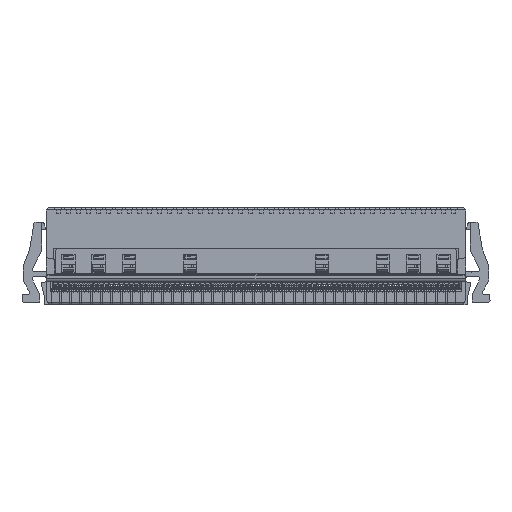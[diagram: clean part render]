
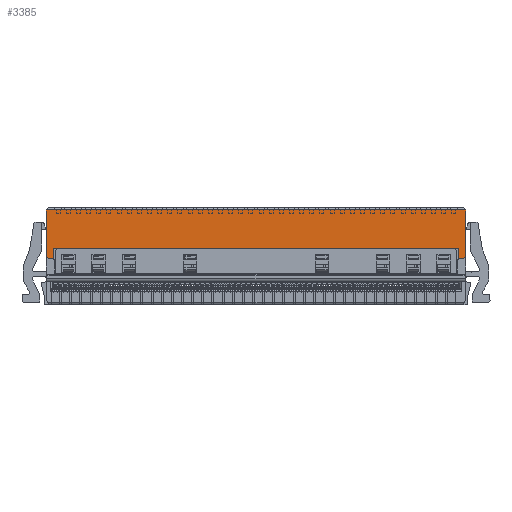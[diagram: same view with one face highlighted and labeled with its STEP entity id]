
A CAD part, front view. The second image highlights one B-rep face of the part: STEP entity #3385.
In plain terms, the highlighted planar face has unit normal (0, -1, 0).
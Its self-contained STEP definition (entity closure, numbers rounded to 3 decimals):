
#3333=AXIS2_PLACEMENT_3D('Plane Axis2P3D',#3330,#3331,#3332) ;
#154=CARTESIAN_POINT('Vertex',(-55.168,-134.925,3.45)) ;
#157=CARTESIAN_POINT('Line Origine',(-55.168,-134.925,6.439)) ;
#161=CARTESIAN_POINT('Vertex',(-55.168,-134.925,9.429)) ;
#3301=CARTESIAN_POINT('Vertex',(-54.288,-134.925,3.295)) ;
#3304=CARTESIAN_POINT('Line Origine',(-54.728,-134.925,3.372)) ;
#3330=CARTESIAN_POINT('Axis2P3D Location',(-55.412,-134.925,9.97)) ;
#3335=CARTESIAN_POINT('Line Origine',(-28.892,-134.925,9.429)) ;
#3339=CARTESIAN_POINT('Vertex',(-2.618,-134.925,9.429)) ;
#3342=CARTESIAN_POINT('Line Origine',(-54.288,-134.925,3.972)) ;
#3346=CARTESIAN_POINT('Vertex',(-54.287,-134.925,4.65)) ;
#3349=CARTESIAN_POINT('Line Origine',(-28.892,-134.925,4.65)) ;
#3353=CARTESIAN_POINT('Vertex',(-3.498,-134.925,4.65)) ;
#3356=CARTESIAN_POINT('Line Origine',(-3.497,-134.925,3.972)) ;
#3360=CARTESIAN_POINT('Vertex',(-3.498,-134.925,3.295)) ;
#3363=CARTESIAN_POINT('Line Origine',(-3.057,-134.925,3.372)) ;
#3367=CARTESIAN_POINT('Vertex',(-2.617,-134.925,3.45)) ;
#3370=CARTESIAN_POINT('Line Origine',(-2.618,-134.925,6.439)) ;
#158=DIRECTION('Vector Direction',(0.,0.,-1.)) ;
#3305=DIRECTION('Vector Direction',(0.985,0.,-0.174)) ;
#3331=DIRECTION('Axis2P3D Direction',(0.,-1.,0.)) ;
#3332=DIRECTION('Axis2P3D XDirection',(0.,0.,1.)) ;
#3336=DIRECTION('Vector Direction',(-1.,0.,0.)) ;
#3343=DIRECTION('Vector Direction',(0.,0.,1.)) ;
#3350=DIRECTION('Vector Direction',(1.,0.,0.)) ;
#3357=DIRECTION('Vector Direction',(0.,0.,-1.)) ;
#3364=DIRECTION('Vector Direction',(0.985,0.,0.174)) ;
#3371=DIRECTION('Vector Direction',(0.,0.,1.)) ;
#159=VECTOR('Line Direction',#158,1.) ;
#3306=VECTOR('Line Direction',#3305,1.) ;
#3337=VECTOR('Line Direction',#3336,1.) ;
#3344=VECTOR('Line Direction',#3343,1.) ;
#3351=VECTOR('Line Direction',#3350,1.) ;
#3358=VECTOR('Line Direction',#3357,1.) ;
#3365=VECTOR('Line Direction',#3364,1.) ;
#3372=VECTOR('Line Direction',#3371,1.) ;
#3376=ORIENTED_EDGE('',*,*,#3341,.T.) ;
#3377=ORIENTED_EDGE('',*,*,#163,.T.) ;
#3378=ORIENTED_EDGE('',*,*,#3308,.T.) ;
#3379=ORIENTED_EDGE('',*,*,#3348,.T.) ;
#3380=ORIENTED_EDGE('',*,*,#3355,.T.) ;
#3381=ORIENTED_EDGE('',*,*,#3362,.T.) ;
#3382=ORIENTED_EDGE('',*,*,#3369,.T.) ;
#3383=ORIENTED_EDGE('',*,*,#3374,.T.) ;
#3385=ADVANCED_FACE('1001\\MANIFOLD_SOLID_BREP #8524',(#3384),#3334,.T.) ;
#163=EDGE_CURVE('',#162,#155,#160,.T.) ;
#3308=EDGE_CURVE('',#155,#3302,#3307,.T.) ;
#3341=EDGE_CURVE('',#3340,#162,#3338,.T.) ;
#3348=EDGE_CURVE('',#3302,#3347,#3345,.T.) ;
#3355=EDGE_CURVE('',#3347,#3354,#3352,.T.) ;
#3362=EDGE_CURVE('',#3354,#3361,#3359,.T.) ;
#3369=EDGE_CURVE('',#3361,#3368,#3366,.T.) ;
#3374=EDGE_CURVE('',#3368,#3340,#3373,.T.) ;
#3375=EDGE_LOOP('',(#3376,#3377,#3378,#3379,#3380,#3381,#3382,#3383)) ;
#3384=FACE_OUTER_BOUND('',#3375,.T.) ;
#160=LINE('Line',#157,#159) ;
#3307=LINE('Line',#3304,#3306) ;
#3338=LINE('Line',#3335,#3337) ;
#3345=LINE('Line',#3342,#3344) ;
#3352=LINE('Line',#3349,#3351) ;
#3359=LINE('Line',#3356,#3358) ;
#3366=LINE('Line',#3363,#3365) ;
#3373=LINE('Line',#3370,#3372) ;
#3334=PLANE('',#3333) ;
#155=VERTEX_POINT('',#154) ;
#162=VERTEX_POINT('',#161) ;
#3302=VERTEX_POINT('',#3301) ;
#3340=VERTEX_POINT('',#3339) ;
#3347=VERTEX_POINT('',#3346) ;
#3354=VERTEX_POINT('',#3353) ;
#3361=VERTEX_POINT('',#3360) ;
#3368=VERTEX_POINT('',#3367) ;
